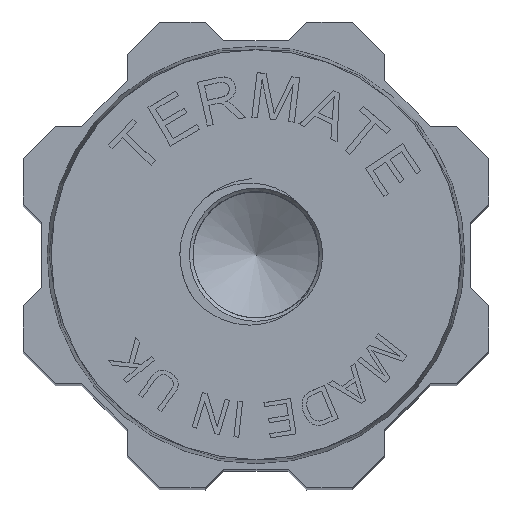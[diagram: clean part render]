
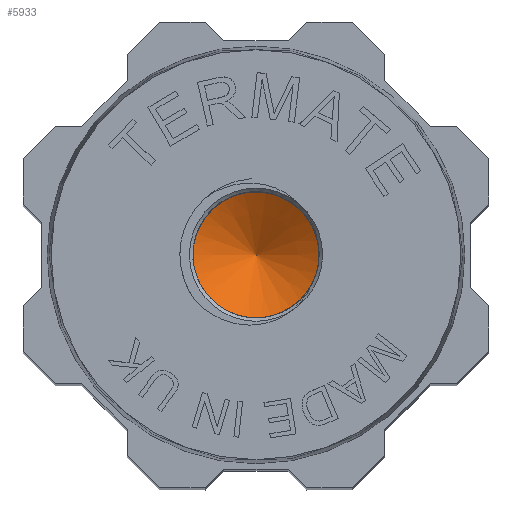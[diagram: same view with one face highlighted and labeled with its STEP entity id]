
A CAD part, top view. The second image highlights one B-rep face of the part: STEP entity #5933.
In plain terms, the highlighted conical face has half-angle 59 degrees and reference radius 1.662 mm.
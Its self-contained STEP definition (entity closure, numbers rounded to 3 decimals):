
#606=FACE_OUTER_BOUND('',#936,.T.);
#936=EDGE_LOOP('',(#4331,#4332,#4333,#4334));
#1282=LINE('',#10141,#1952);
#1952=VECTOR('',#6702,1.662);
#2587=CIRCLE('',#6260,3.39);
#2592=CIRCLE('',#6278,3.39);
#2678=VERTEX_POINT('',#8892);
#2679=VERTEX_POINT('',#8912);
#2702=VERTEX_POINT('',#10140);
#3297=EDGE_CURVE('',#2679,#2678,#2587,.T.);
#3337=EDGE_CURVE('',#2678,#2679,#2592,.T.);
#3341=EDGE_CURVE('',#2702,#2679,#1282,.T.);
#4331=ORIENTED_EDGE('',*,*,#3341,.T.);
#4332=ORIENTED_EDGE('',*,*,#3297,.T.);
#4333=ORIENTED_EDGE('',*,*,#3337,.T.);
#4334=ORIENTED_EDGE('',*,*,#3341,.F.);
#5875=CONICAL_SURFACE('',#6282,1.662,1.03);
#5933=ADVANCED_FACE('',(#606),#5875,.F.);
#6260=AXIS2_PLACEMENT_3D('',#8913,#6646,#6647);
#6278=AXIS2_PLACEMENT_3D('',#9851,#6691,#6692);
#6282=AXIS2_PLACEMENT_3D('',#10139,#6700,#6701);
#6646=DIRECTION('center_axis',(0.,0.,1.));
#6647=DIRECTION('ref_axis',(1.,0.,0.));
#6691=DIRECTION('center_axis',(0.,0.,1.));
#6692=DIRECTION('ref_axis',(1.,0.,0.));
#6700=DIRECTION('center_axis',(0.,0.,1.));
#6701=DIRECTION('ref_axis',(1.,0.,0.));
#6702=DIRECTION('',(-0.857,0.,0.515));
#8892=CARTESIAN_POINT('',(-2.397,-2.397,68.04));
#8912=CARTESIAN_POINT('',(-3.39,0.,68.04));
#8913=CARTESIAN_POINT('Origin',(0.,0.,68.04));
#9851=CARTESIAN_POINT('Origin',(0.,0.,68.04));
#10139=CARTESIAN_POINT('Origin',(0.,0.,67.002));
#10140=CARTESIAN_POINT('',(0.,0.,66.003));
#10141=CARTESIAN_POINT('',(-1.662,0.,67.002));
